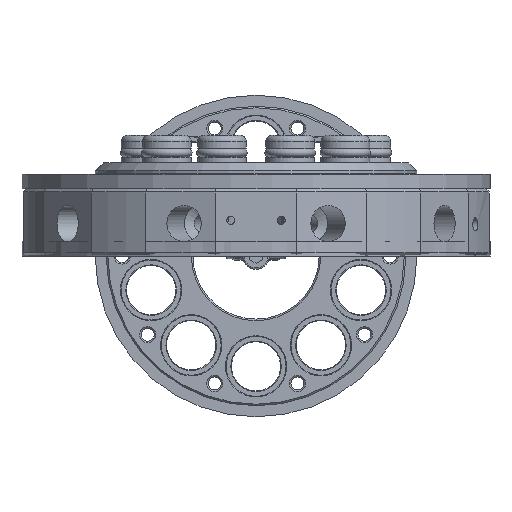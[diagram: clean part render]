
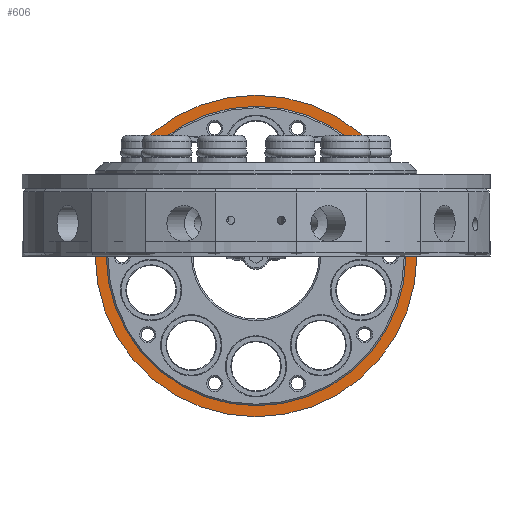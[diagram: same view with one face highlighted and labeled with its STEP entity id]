
A CAD part, left-side view. The second image highlights one B-rep face of the part: STEP entity #606.
In plain terms, the highlighted planar face has unit normal (-1, 0, 0).
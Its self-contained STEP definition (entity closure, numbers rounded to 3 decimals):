
#606 = ADVANCED_FACE( '', ( #1612, #1613 ), #1614, .T. );
#1612 = FACE_OUTER_BOUND( '', #3305, .T. );
#1613 = FACE_BOUND( '', #3306, .T. );
#1614 = PLANE( '', #3307 );
#3305 = EDGE_LOOP( '', ( #5300 ) );
#3306 = EDGE_LOOP( '', ( #5301 ) );
#3307 = AXIS2_PLACEMENT_3D( '', #5302, #5303, #5304 );
#5300 = ORIENTED_EDGE( '', *, *, #7976, .T. );
#5301 = ORIENTED_EDGE( '', *, *, #7977, .F. );
#5302 = CARTESIAN_POINT( '', ( 10.8, 0., 47.5 ) );
#5303 = DIRECTION( '', ( -1., 0., 0. ) );
#5304 = DIRECTION( '', ( 0., 0., 1. ) );
#7976 = EDGE_CURVE( '', #9291, #9291, #9292, .T. );
#7977 = EDGE_CURVE( '', #9293, #9293, #9294, .T. );
#9291 = VERTEX_POINT( '', #11358 );
#9292 = CIRCLE( '', #11359, 51. );
#9293 = VERTEX_POINT( '', #11360 );
#9294 = CIRCLE( '', #11361, 47.5 );
#11358 = CARTESIAN_POINT( '', ( 10.8, 0., 51. ) );
#11359 = AXIS2_PLACEMENT_3D( '', #13820, #13821, #13822 );
#11360 = CARTESIAN_POINT( '', ( 10.8, 0., 47.5 ) );
#11361 = AXIS2_PLACEMENT_3D( '', #13823, #13824, #13825 );
#13820 = CARTESIAN_POINT( '', ( 10.8, 0., 0. ) );
#13821 = DIRECTION( '', ( -1., 0., 0. ) );
#13822 = DIRECTION( '', ( 0., 0., 1. ) );
#13823 = CARTESIAN_POINT( '', ( 10.8, 0., 0. ) );
#13824 = DIRECTION( '', ( -1., 0., 0. ) );
#13825 = DIRECTION( '', ( 0., 0., 1. ) );
